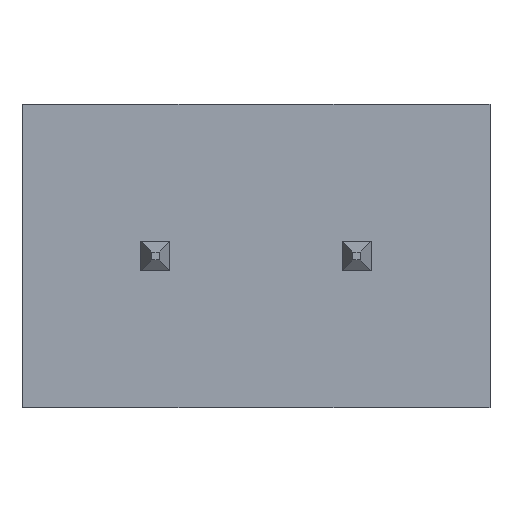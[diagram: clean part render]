
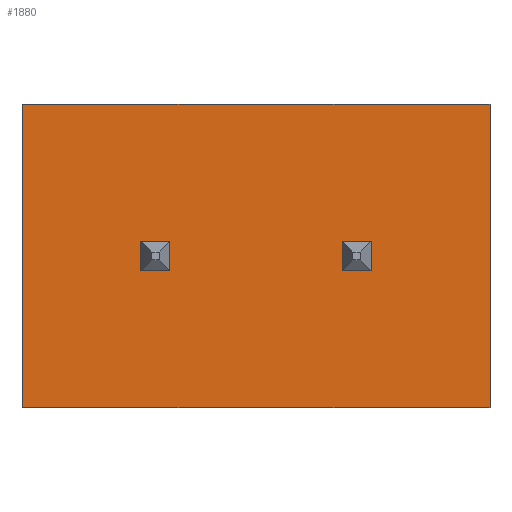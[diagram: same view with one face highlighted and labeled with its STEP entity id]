
A CAD part, front view. The second image highlights one B-rep face of the part: STEP entity #1880.
In plain terms, the highlighted planar face has unit normal (0, -1, 0).
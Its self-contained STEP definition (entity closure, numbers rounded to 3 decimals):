
#109=DIRECTION('',(-1.,0.,0.));
#110=VECTOR('',#109,5.12);
#111=CARTESIAN_POINT('',(-10.12,0.,0.));
#112=LINE('',#111,#110);
#113=DIRECTION('',(1.,0.,0.));
#114=VECTOR('',#113,2.5);
#115=CARTESIAN_POINT('',(-10.12,0.,0.));
#116=LINE('',#115,#114);
#117=DIRECTION('',(-1.,0.,0.));
#118=VECTOR('',#117,5.12);
#119=CARTESIAN_POINT('',(-2.5,0.,0.));
#120=LINE('',#119,#118);
#121=DIRECTION('',(1.,0.,0.));
#122=VECTOR('',#121,2.5);
#123=CARTESIAN_POINT('',(-2.5,0.,0.));
#124=LINE('',#123,#122);
#125=DIRECTION('',(0.,0.,-1.));
#126=VECTOR('',#125,11.5);
#127=CARTESIAN_POINT('',(0.,0.,0.));
#128=LINE('',#127,#126);
#129=DIRECTION('',(-1.,0.,0.));
#130=VECTOR('',#129,2.5);
#131=CARTESIAN_POINT('',(0.,0.,-11.5));
#132=LINE('',#131,#130);
#133=DIRECTION('',(1.,0.,0.));
#134=VECTOR('',#133,5.12);
#135=CARTESIAN_POINT('',(-7.62,0.,-11.5));
#136=LINE('',#135,#134);
#137=DIRECTION('',(-1.,0.,0.));
#138=VECTOR('',#137,2.5);
#139=CARTESIAN_POINT('',(-7.62,0.,-11.5));
#140=LINE('',#139,#138);
#141=DIRECTION('',(1.,0.,0.));
#142=VECTOR('',#141,5.12);
#143=CARTESIAN_POINT('',(-15.24,0.,-11.5));
#144=LINE('',#143,#142);
#145=DIRECTION('',(-1.,0.,0.));
#146=VECTOR('',#145,2.5);
#147=CARTESIAN_POINT('',(-15.24,0.,-11.5));
#148=LINE('',#147,#146);
#149=DIRECTION('',(0.,0.,1.));
#150=VECTOR('',#149,11.5);
#151=CARTESIAN_POINT('',(-17.74,0.,-11.5));
#152=LINE('',#151,#150);
#153=DIRECTION('',(1.,0.,0.));
#154=VECTOR('',#153,2.5);
#155=CARTESIAN_POINT('',(-17.74,0.,0.));
#156=LINE('',#155,#154);
#157=DIRECTION('',(0.,0.,1.));
#158=VECTOR('',#157,1.1);
#159=CARTESIAN_POINT('',(-12.13,0.,-6.3));
#160=LINE('',#159,#158);
#161=DIRECTION('',(-1.,0.,0.));
#162=VECTOR('',#161,1.1);
#163=CARTESIAN_POINT('',(-12.13,0.,-5.2));
#164=LINE('',#163,#162);
#165=DIRECTION('',(0.,0.,-1.));
#166=VECTOR('',#165,1.1);
#167=CARTESIAN_POINT('',(-13.23,0.,-5.2));
#168=LINE('',#167,#166);
#169=DIRECTION('',(1.,0.,0.));
#170=VECTOR('',#169,1.1);
#171=CARTESIAN_POINT('',(-13.23,0.,-6.3));
#172=LINE('',#171,#170);
#173=DIRECTION('',(0.,0.,1.));
#174=VECTOR('',#173,1.1);
#175=CARTESIAN_POINT('',(-4.51,0.,-6.3));
#176=LINE('',#175,#174);
#177=DIRECTION('',(-1.,0.,0.));
#178=VECTOR('',#177,1.1);
#179=CARTESIAN_POINT('',(-4.51,0.,-5.2));
#180=LINE('',#179,#178);
#181=DIRECTION('',(0.,0.,-1.));
#182=VECTOR('',#181,1.1);
#183=CARTESIAN_POINT('',(-5.61,0.,-5.2));
#184=LINE('',#183,#182);
#185=DIRECTION('',(1.,0.,0.));
#186=VECTOR('',#185,1.1);
#187=CARTESIAN_POINT('',(-5.61,0.,-6.3));
#188=LINE('',#187,#186);
#1469=CARTESIAN_POINT('',(0.,0.,0.));
#1470=CARTESIAN_POINT('',(0.,0.,-11.5));
#1471=VERTEX_POINT('',#1469);
#1472=VERTEX_POINT('',#1470);
#1473=CARTESIAN_POINT('',(-17.74,0.,-11.5));
#1474=CARTESIAN_POINT('',(-17.74,0.,0.));
#1475=VERTEX_POINT('',#1473);
#1476=VERTEX_POINT('',#1474);
#1737=CARTESIAN_POINT('',(-10.12,0.,0.));
#1738=CARTESIAN_POINT('',(-15.24,0.,0.));
#1739=VERTEX_POINT('',#1737);
#1740=VERTEX_POINT('',#1738);
#1745=CARTESIAN_POINT('',(-15.24,0.,-11.5));
#1746=CARTESIAN_POINT('',(-10.12,0.,-11.5));
#1747=VERTEX_POINT('',#1745);
#1748=VERTEX_POINT('',#1746);
#1753=CARTESIAN_POINT('',(-7.62,0.,-11.5));
#1754=CARTESIAN_POINT('',(-2.5,0.,-11.5));
#1755=VERTEX_POINT('',#1753);
#1756=VERTEX_POINT('',#1754);
#1761=CARTESIAN_POINT('',(-2.5,0.,0.));
#1762=CARTESIAN_POINT('',(-7.62,0.,0.));
#1763=VERTEX_POINT('',#1761);
#1764=VERTEX_POINT('',#1762);
#1781=CARTESIAN_POINT('',(-12.13,0.,-6.3));
#1782=CARTESIAN_POINT('',(-12.13,0.,-5.2));
#1783=VERTEX_POINT('',#1781);
#1784=VERTEX_POINT('',#1782);
#1785=CARTESIAN_POINT('',(-13.23,0.,-5.2));
#1786=VERTEX_POINT('',#1785);
#1787=CARTESIAN_POINT('',(-13.23,0.,-6.3));
#1788=VERTEX_POINT('',#1787);
#1789=CARTESIAN_POINT('',(-4.51,0.,-6.3));
#1790=CARTESIAN_POINT('',(-4.51,0.,-5.2));
#1791=VERTEX_POINT('',#1789);
#1792=VERTEX_POINT('',#1790);
#1793=CARTESIAN_POINT('',(-5.61,0.,-5.2));
#1794=VERTEX_POINT('',#1793);
#1795=CARTESIAN_POINT('',(-5.61,0.,-6.3));
#1796=VERTEX_POINT('',#1795);
#1829=CARTESIAN_POINT('',(0.,0.,0.));
#1830=DIRECTION('',(0.,1.,0.));
#1831=DIRECTION('',(1.,0.,0.));
#1832=AXIS2_PLACEMENT_3D('',#1829,#1830,#1831);
#1833=PLANE('',#1832);
#1835=ORIENTED_EDGE('',*,*,#1834,.F.);
#1837=ORIENTED_EDGE('',*,*,#1836,.T.);
#1839=ORIENTED_EDGE('',*,*,#1838,.F.);
#1841=ORIENTED_EDGE('',*,*,#1840,.T.);
#1843=ORIENTED_EDGE('',*,*,#1842,.T.);
#1845=ORIENTED_EDGE('',*,*,#1844,.T.);
#1847=ORIENTED_EDGE('',*,*,#1846,.F.);
#1849=ORIENTED_EDGE('',*,*,#1848,.T.);
#1851=ORIENTED_EDGE('',*,*,#1850,.F.);
#1853=ORIENTED_EDGE('',*,*,#1852,.T.);
#1855=ORIENTED_EDGE('',*,*,#1854,.T.);
#1857=ORIENTED_EDGE('',*,*,#1856,.T.);
#1858=EDGE_LOOP('',(#1835,#1837,#1839,#1841,#1843,#1845,#1847,#1849,#1851,#1853,
#1855,#1857));
#1859=FACE_OUTER_BOUND('',#1858,.F.);
#1861=ORIENTED_EDGE('',*,*,#1860,.T.);
#1863=ORIENTED_EDGE('',*,*,#1862,.T.);
#1865=ORIENTED_EDGE('',*,*,#1864,.T.);
#1867=ORIENTED_EDGE('',*,*,#1866,.T.);
#1868=EDGE_LOOP('',(#1861,#1863,#1865,#1867));
#1869=FACE_BOUND('',#1868,.F.);
#1871=ORIENTED_EDGE('',*,*,#1870,.T.);
#1873=ORIENTED_EDGE('',*,*,#1872,.T.);
#1875=ORIENTED_EDGE('',*,*,#1874,.T.);
#1877=ORIENTED_EDGE('',*,*,#1876,.T.);
#1878=EDGE_LOOP('',(#1871,#1873,#1875,#1877));
#1879=FACE_BOUND('',#1878,.F.);
#1834=EDGE_CURVE('',#1739,#1740,#112,.T.);
#1836=EDGE_CURVE('',#1739,#1764,#116,.T.);
#1838=EDGE_CURVE('',#1763,#1764,#120,.T.);
#1840=EDGE_CURVE('',#1763,#1471,#124,.T.);
#1842=EDGE_CURVE('',#1471,#1472,#128,.T.);
#1844=EDGE_CURVE('',#1472,#1756,#132,.T.);
#1846=EDGE_CURVE('',#1755,#1756,#136,.T.);
#1848=EDGE_CURVE('',#1755,#1748,#140,.T.);
#1850=EDGE_CURVE('',#1747,#1748,#144,.T.);
#1852=EDGE_CURVE('',#1747,#1475,#148,.T.);
#1854=EDGE_CURVE('',#1475,#1476,#152,.T.);
#1856=EDGE_CURVE('',#1476,#1740,#156,.T.);
#1860=EDGE_CURVE('',#1783,#1784,#160,.T.);
#1862=EDGE_CURVE('',#1784,#1786,#164,.T.);
#1864=EDGE_CURVE('',#1786,#1788,#168,.T.);
#1866=EDGE_CURVE('',#1788,#1783,#172,.T.);
#1870=EDGE_CURVE('',#1791,#1792,#176,.T.);
#1872=EDGE_CURVE('',#1792,#1794,#180,.T.);
#1874=EDGE_CURVE('',#1794,#1796,#184,.T.);
#1876=EDGE_CURVE('',#1796,#1791,#188,.T.);
#1880=ADVANCED_FACE('',(#1859,#1869,#1879),#1833,.F.);
